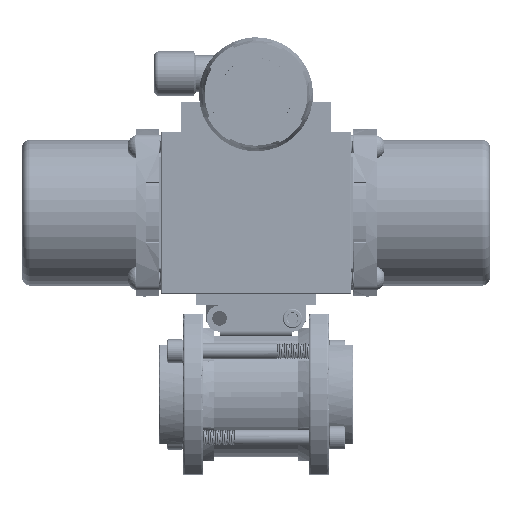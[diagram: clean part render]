
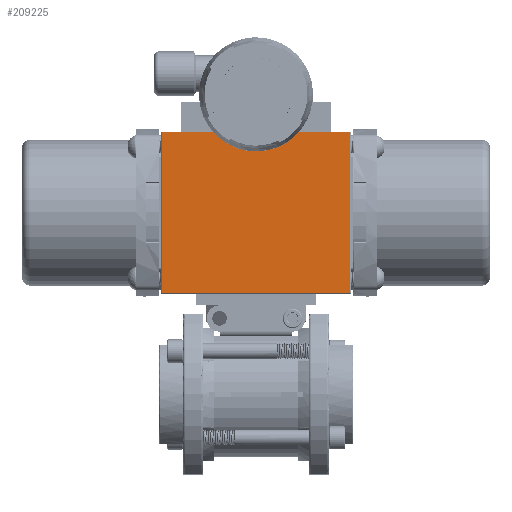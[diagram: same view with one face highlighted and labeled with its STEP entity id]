
A CAD part, top view. The second image highlights one B-rep face of the part: STEP entity #209225.
In plain terms, the highlighted planar face has unit normal (0, 0, 1).
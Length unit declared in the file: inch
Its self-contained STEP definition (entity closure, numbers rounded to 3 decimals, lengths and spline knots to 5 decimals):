
#3242 = EDGE_LOOP ( 'NONE', ( #188712, #86608, #119261, #171601 ) ) ;
#6552 = VERTEX_POINT ( 'NONE', #114261 ) ;
#7436 = DIRECTION ( 'NONE',  ( 0., 0., -1. ) ) ;
#26980 = CARTESIAN_POINT ( 'NONE',  ( 2.253, 6.303, 1.55 ) ) ;
#33395 = CARTESIAN_POINT ( 'NONE',  ( -2.253, 2.403, 1.55 ) ) ;
#43215 = CARTESIAN_POINT ( 'NONE',  ( -2.273, 6.283, 1.55 ) ) ;
#47028 = CARTESIAN_POINT ( 'NONE',  ( 2.253, 6.283, 1.55 ) ) ;
#49968 = VERTEX_POINT ( 'NONE', #97261 ) ;
#60989 = AXIS2_PLACEMENT_3D ( 'NONE', #216466, #7436, #140683 ) ;
#63971 = PLANE ( 'NONE',  #60989 ) ;
#65516 = VERTEX_POINT ( 'NONE', #47028 ) ;
#80423 = EDGE_CURVE ( 'NONE', #49968, #6552, #226600, .T. ) ;
#84322 = LINE ( 'NONE', #26980, #135034 ) ;
#86608 = ORIENTED_EDGE ( 'NONE', *, *, #146417, .T. ) ;
#97261 = CARTESIAN_POINT ( 'NONE',  ( -2.253, 2.423, 1.55 ) ) ;
#107041 = EDGE_CURVE ( 'NONE', #151376, #49968, #169901, .T. ) ;
#107941 = CARTESIAN_POINT ( 'NONE',  ( -2.253, 6.283, 1.55 ) ) ;
#111660 = CARTESIAN_POINT ( 'NONE',  ( -2.273, 2.423, 1.55 ) ) ;
#113295 = VECTOR ( 'NONE', #242453, 39.37008 ) ;
#114261 = CARTESIAN_POINT ( 'NONE',  ( 2.253, 2.423, 1.55 ) ) ;
#119261 = ORIENTED_EDGE ( 'NONE', *, *, #107041, .T. ) ;
#125311 = VECTOR ( 'NONE', #130826, 39.37008 ) ;
#130826 = DIRECTION ( 'NONE',  ( 1., 0., 0. ) ) ;
#135034 = VECTOR ( 'NONE', #141114, 39.37008 ) ;
#140683 = DIRECTION ( 'NONE',  ( 0., -1., 0. ) ) ;
#141114 = DIRECTION ( 'NONE',  ( 0., 1., 0. ) ) ;
#141614 = VECTOR ( 'NONE', #157336, 39.37008 ) ;
#146417 = EDGE_CURVE ( 'NONE', #65516, #151376, #192228, .T. ) ;
#151376 = VERTEX_POINT ( 'NONE', #107941 ) ;
#157336 = DIRECTION ( 'NONE',  ( -1., 0., 0. ) ) ;
#161655 = EDGE_CURVE ( 'NONE', #6552, #65516, #84322, .T. ) ;
#163554 = FACE_OUTER_BOUND ( 'NONE', #3242, .T. ) ;
#169901 = LINE ( 'NONE', #33395, #113295 ) ;
#171601 = ORIENTED_EDGE ( 'NONE', *, *, #80423, .T. ) ;
#188712 = ORIENTED_EDGE ( 'NONE', *, *, #161655, .T. ) ;
#192228 = LINE ( 'NONE', #43215, #141614 ) ;
#209225 = ADVANCED_FACE ( 'NONE', ( #163554 ), #63971, .F. ) ;
#216466 = CARTESIAN_POINT ( 'NONE',  ( -2.273, 6.303, 1.55 ) ) ;
#226600 = LINE ( 'NONE', #111660, #125311 ) ;
#242453 = DIRECTION ( 'NONE',  ( 0., -1., 0. ) ) ;
